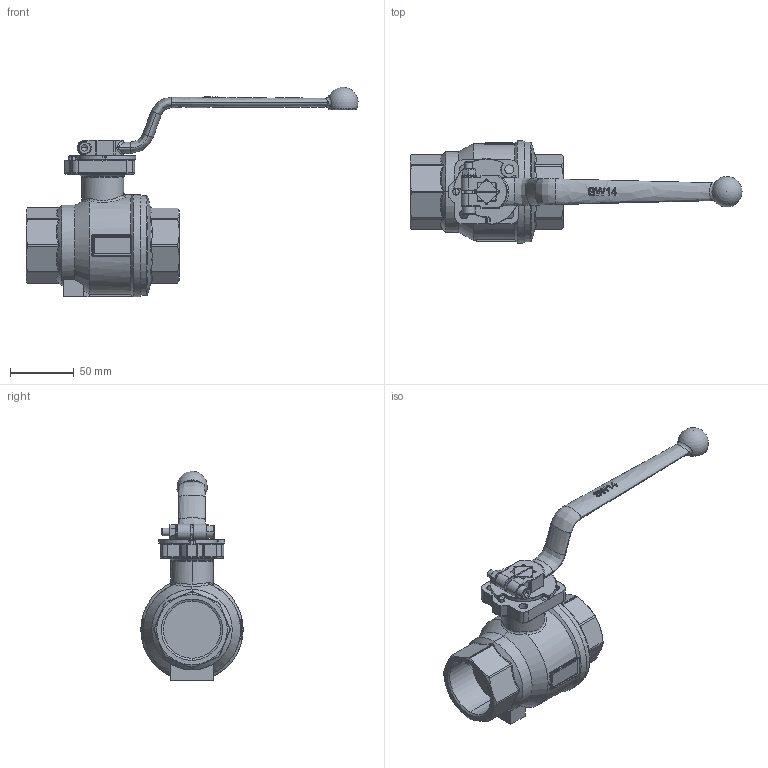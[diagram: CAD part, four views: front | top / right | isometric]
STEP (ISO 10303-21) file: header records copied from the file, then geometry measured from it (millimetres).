
FILE_DESCRIPTION(('HOOPS Exchange Step'),'2;1');
FILE_NAME('GK0600_DN40.stp','2025-02-21T14:34:42+01:00',('nieru'),('Unknown organisation'),'HOOPS Exchange 2024.2','HOOPS Exchange','Unknown authorisation');
FILE_SCHEMA( ('AP203_CONFIGURATION_CONTROLLED_3D_DESIGN_OF_MECHANICAL_PARTS_AND_ASSEMBLIES_MIM_LF') );
Length unit declared in the file: millimetre
Products named in the file (2): 0; root
Assembly tree (1 placements, depth 2):
  root
    0
Bounding box: 259.96 x 80 x 164.05 mm (x, y, z)
Volume: 428638 mm3; surface area: 70029.5 mm2
Topology: 7 solids, 7 shells, 1103 faces, 2798 edges, 1739 vertices
Faces by surface type: bspline 310, plane 302, cylinder 276, torus 148, cone 59, sphere 8
Full cylindrical faces by diameter (mm): 6 x1, 11.8 x1, 18 x1
Entity records: 56067 total; most frequent: CARTESIAN_POINT 31570, ORIENTED_EDGE 5574, DIRECTION 4276, EDGE_CURVE 2787, VERTEX_POINT 1739, AXIS2_PLACEMENT_3D 1697, EDGE_LOOP 1162, FACE_BOUND 1162
